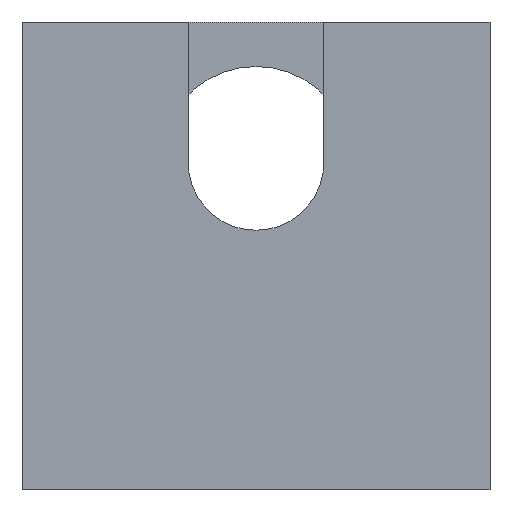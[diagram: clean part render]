
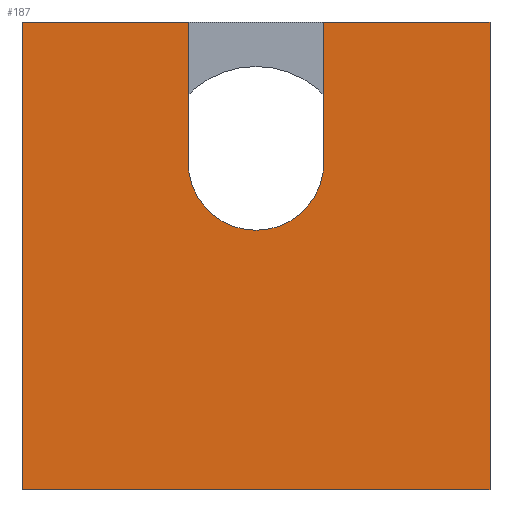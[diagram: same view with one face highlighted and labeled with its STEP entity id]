
A CAD part, front view. The second image highlights one B-rep face of the part: STEP entity #187.
In plain terms, the highlighted planar face has unit normal (0, -1, 0).
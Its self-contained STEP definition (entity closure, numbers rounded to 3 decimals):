
#15 = VERTEX_POINT ( 'NONE', #370 ) ;
#17 = EDGE_CURVE ( 'NONE', #15, #18, #369, .T. ) ;
#18 = VERTEX_POINT ( 'NONE', #365 ) ;
#37 = VERTEX_POINT ( 'NONE', #152 ) ;
#39 = EDGE_CURVE ( 'NONE', #37, #40, #343, .T. ) ;
#40 = VERTEX_POINT ( 'NONE', #338 ) ;
#46 = ORIENTED_EDGE ( 'NONE', *, *, #47, .F. ) ;
#47 = EDGE_CURVE ( 'NONE', #40, #15, #327, .T. ) ;
#48 = ORIENTED_EDGE ( 'NONE', *, *, #39, .F. ) ;
#49 = ORIENTED_EDGE ( 'NONE', *, *, #50, .F. ) ;
#50 = EDGE_CURVE ( 'NONE', #51, #37, #172, .T. ) ;
#51 = VERTEX_POINT ( 'NONE', #168 ) ;
#52 = ORIENTED_EDGE ( 'NONE', *, *, #53, .F. ) ;
#53 = EDGE_CURVE ( 'NONE', #54, #51, #167, .T. ) ;
#54 = VERTEX_POINT ( 'NONE', #163 ) ;
#55 = ORIENTED_EDGE ( 'NONE', *, *, #56, .T. ) ;
#56 = EDGE_CURVE ( 'NONE', #54, #57, #162, .T. ) ;
#57 = VERTEX_POINT ( 'NONE', #158 ) ;
#58 = ORIENTED_EDGE ( 'NONE', *, *, #59, .T. ) ;
#59 = EDGE_CURVE ( 'NONE', #57, #60, #157, .T. ) ;
#60 = VERTEX_POINT ( 'NONE', #251 ) ;
#92 = EDGE_LOOP ( 'NONE', ( #188, #46, #48, #49, #52, #55, #58, #123 ) ) ;
#123 = ORIENTED_EDGE ( 'NONE', *, *, #252, .F. ) ;
#152 = CARTESIAN_POINT ( 'NONE',  ( -2.9, -25., 14. ) ) ;
#154 = DIRECTION ( 'NONE',  ( 1., 0., 0. ) ) ;
#155 = VECTOR ( 'NONE', #154, 1000. ) ;
#156 = CARTESIAN_POINT ( 'NONE',  ( -10., -25., 0. ) ) ;
#157 = LINE ( 'NONE', #156, #155 ) ;
#158 = CARTESIAN_POINT ( 'NONE',  ( -10., -25., 0. ) ) ;
#159 = DIRECTION ( 'NONE',  ( 0., 0., -1. ) ) ;
#160 = VECTOR ( 'NONE', #159, 1000. ) ;
#161 = CARTESIAN_POINT ( 'NONE',  ( -10., -25., 20. ) ) ;
#162 = LINE ( 'NONE', #161, #160 ) ;
#163 = CARTESIAN_POINT ( 'NONE',  ( -10., -25., 20. ) ) ;
#164 = DIRECTION ( 'NONE',  ( 1., 0., 0. ) ) ;
#165 = VECTOR ( 'NONE', #164, 1000. ) ;
#166 = CARTESIAN_POINT ( 'NONE',  ( -10., -25., 20. ) ) ;
#167 = LINE ( 'NONE', #166, #165 ) ;
#168 = CARTESIAN_POINT ( 'NONE',  ( -2.9, -25., 20. ) ) ;
#169 = DIRECTION ( 'NONE',  ( 0., 0., -1. ) ) ;
#170 = VECTOR ( 'NONE', #169, 1000. ) ;
#171 = CARTESIAN_POINT ( 'NONE',  ( -2.9, -25., 14. ) ) ;
#172 = LINE ( 'NONE', #171, #170 ) ;
#173 = DIRECTION ( 'NONE',  ( 0., 0., 1. ) ) ;
#174 = VECTOR ( 'NONE', #173, 1000. ) ;
#187 = ADVANCED_FACE ( 'NONE', ( #471 ), #470, .F. ) ;
#188 = ORIENTED_EDGE ( 'NONE', *, *, #17, .F. ) ;
#251 = CARTESIAN_POINT ( 'NONE',  ( 10., -25., 0. ) ) ;
#252 = EDGE_CURVE ( 'NONE', #18, #60, #518, .T. ) ;
#326 = CARTESIAN_POINT ( 'NONE',  ( 2.9, -25., 20. ) ) ;
#327 = LINE ( 'NONE', #326, #174 ) ;
#338 = CARTESIAN_POINT ( 'NONE',  ( 2.9, -25., 14. ) ) ;
#339 = DIRECTION ( 'NONE',  ( 0., 0., -1. ) ) ;
#340 = DIRECTION ( 'NONE',  ( 0., -1., 0. ) ) ;
#341 = CARTESIAN_POINT ( 'NONE',  ( 0., -25., 14. ) ) ;
#342 = AXIS2_PLACEMENT_3D ( 'NONE', #341, #340, #339 ) ;
#343 = CIRCLE ( 'NONE', #342, 2.9 ) ;
#365 = CARTESIAN_POINT ( 'NONE',  ( 10., -25., 20. ) ) ;
#366 = DIRECTION ( 'NONE',  ( 1., 0., 0. ) ) ;
#367 = VECTOR ( 'NONE', #366, 1000. ) ;
#368 = CARTESIAN_POINT ( 'NONE',  ( -10., -25., 20. ) ) ;
#369 = LINE ( 'NONE', #368, #367 ) ;
#370 = CARTESIAN_POINT ( 'NONE',  ( 2.9, -25., 20. ) ) ;
#470 = PLANE ( 'NONE',  #607 ) ;
#471 = FACE_OUTER_BOUND ( 'NONE', #92, .T. ) ;
#515 = DIRECTION ( 'NONE',  ( 0., 0., -1. ) ) ;
#516 = VECTOR ( 'NONE', #515, 1000. ) ;
#517 = CARTESIAN_POINT ( 'NONE',  ( 10., -25., 20. ) ) ;
#518 = LINE ( 'NONE', #517, #516 ) ;
#604 = DIRECTION ( 'NONE',  ( 0., 0., 1. ) ) ;
#605 = DIRECTION ( 'NONE',  ( 0., 1., 0. ) ) ;
#606 = CARTESIAN_POINT ( 'NONE',  ( -10., -25., 20. ) ) ;
#607 = AXIS2_PLACEMENT_3D ( 'NONE', #606, #605, #604 ) ;
